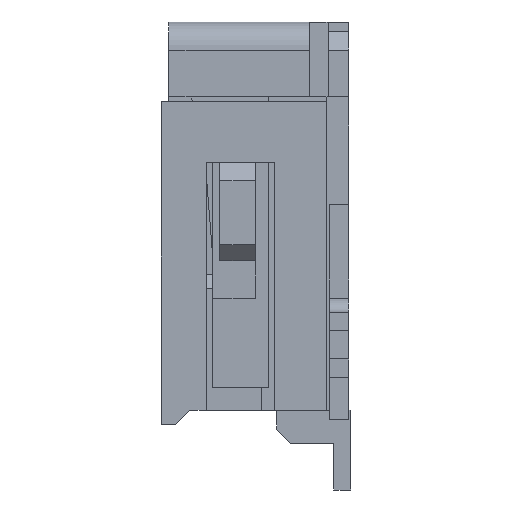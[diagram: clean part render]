
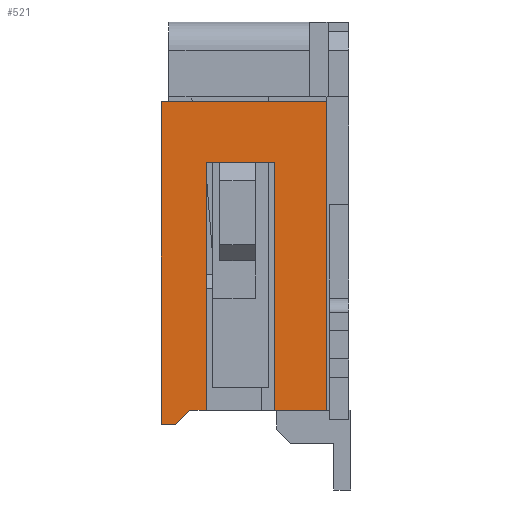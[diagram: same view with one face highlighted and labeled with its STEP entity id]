
A CAD part, left-side view. The second image highlights one B-rep face of the part: STEP entity #521.
In plain terms, the highlighted planar face has unit normal (-1, 0, 0).
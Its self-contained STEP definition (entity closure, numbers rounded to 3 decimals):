
#521=ADVANCED_FACE('',(#1472),#1473,.T.);
#1472=FACE_OUTER_BOUND('',#2493,.T.);
#1473=PLANE('',#2494);
#2493=EDGE_LOOP('',(#6353,#6354,#6355,#6356,#6357,#6358,#6359,#6360,#6361,#6362));
#2494=AXIS2_PLACEMENT_3D('',#6363,#6364,#6365);
#6353=ORIENTED_EDGE('',*,*,#7280,.F.);
#6354=ORIENTED_EDGE('',*,*,#8251,.F.);
#6355=ORIENTED_EDGE('',*,*,#8255,.T.);
#6356=ORIENTED_EDGE('',*,*,#8256,.T.);
#6357=ORIENTED_EDGE('',*,*,#7036,.F.);
#6358=ORIENTED_EDGE('',*,*,#7867,.T.);
#6359=ORIENTED_EDGE('',*,*,#7313,.F.);
#6360=ORIENTED_EDGE('',*,*,#8257,.F.);
#6361=ORIENTED_EDGE('',*,*,#7030,.F.);
#6362=ORIENTED_EDGE('',*,*,#7500,.F.);
#6363=CARTESIAN_POINT('',(-5.15,2.0,0.0));
#6364=DIRECTION('',(-1.0,0.0,0.0));
#6365=DIRECTION('',(0.0,0.0,1.0));
#7030=EDGE_CURVE('',#8601,#8603,#8604,.T.);
#7036=EDGE_CURVE('',#8613,#8615,#8616,.T.);
#7280=EDGE_CURVE('',#9081,#9083,#9084,.T.);
#7313=EDGE_CURVE('',#9140,#9142,#9143,.T.);
#7500=EDGE_CURVE('',#9083,#8601,#9466,.T.);
#7867=EDGE_CURVE('',#8613,#9142,#10065,.T.);
#8251=EDGE_CURVE('',#10632,#9081,#10634,.T.);
#8255=EDGE_CURVE('',#10632,#10639,#10640,.T.);
#8256=EDGE_CURVE('',#10639,#8615,#10641,.T.);
#8257=EDGE_CURVE('',#8603,#9140,#10642,.T.);
#8601=VERTEX_POINT('',#10920);
#8603=VERTEX_POINT('',#10923);
#8604=LINE('',#10924,#10925);
#8613=VERTEX_POINT('',#10938);
#8615=VERTEX_POINT('',#10941);
#8616=LINE('',#10942,#10943);
#9081=VERTEX_POINT('',#11648);
#9083=VERTEX_POINT('',#11651);
#9084=LINE('',#11652,#11653);
#9140=VERTEX_POINT('',#11740);
#9142=VERTEX_POINT('',#11743);
#9143=LINE('',#11744,#11745);
#9466=LINE('',#12249,#12250);
#10065=LINE('',#13202,#13203);
#10632=VERTEX_POINT('',#14111);
#10634=LINE('',#14114,#14115);
#10639=VERTEX_POINT('',#14122);
#10640=LINE('',#14123,#14124);
#10641=LINE('',#14125,#14126);
#10642=LINE('',#14127,#14128);
#10920=CARTESIAN_POINT('',(-5.15,0.24,0.15));
#10923=CARTESIAN_POINT('',(-5.15,0.79,0.15));
#10924=CARTESIAN_POINT('',(-5.15,0.24,0.15));
#10925=VECTOR('',#14408,0.55);
#10938=CARTESIAN_POINT('',(-5.15,1.52,0.15));
#10941=CARTESIAN_POINT('',(-5.15,1.7,0.15));
#10942=CARTESIAN_POINT('',(-5.15,1.52,0.15));
#10943=VECTOR('',#14414,0.18);
#11648=CARTESIAN_POINT('',(-5.15,2.0,3.45));
#11651=CARTESIAN_POINT('',(-5.15,0.24,3.45));
#11652=CARTESIAN_POINT('',(-5.15,2.0,3.45));
#11653=VECTOR('',#14662,1.76);
#11740=CARTESIAN_POINT('',(-5.15,0.79,2.8));
#11743=CARTESIAN_POINT('',(-5.15,1.52,2.8));
#11744=CARTESIAN_POINT('',(-5.15,0.79,2.8));
#11745=VECTOR('',#14695,0.73);
#12249=CARTESIAN_POINT('',(-5.15,0.24,3.45));
#12250=VECTOR('',#14892,3.3);
#13202=CARTESIAN_POINT('',(-5.15,1.52,0.15));
#13203=VECTOR('',#15309,2.65);
#14111=CARTESIAN_POINT('',(-5.15,2.0,0.0));
#14114=CARTESIAN_POINT('',(-5.15,2.0,0.0));
#14115=VECTOR('',#15775,3.45);
#14122=CARTESIAN_POINT('',(-5.15,1.85,0.0));
#14123=CARTESIAN_POINT('',(-5.15,2.0,0.0));
#14124=VECTOR('',#15781,0.15);
#14125=CARTESIAN_POINT('',(-5.15,1.85,0.0));
#14126=VECTOR('',#15782,0.212);
#14127=CARTESIAN_POINT('',(-5.15,0.79,0.15));
#14128=VECTOR('',#15783,2.65);
#14408=DIRECTION('',(0.0,1.0,0.0));
#14414=DIRECTION('',(0.0,1.0,0.0));
#14662=DIRECTION('',(0.0,-1.0,0.0));
#14695=DIRECTION('',(0.0,1.0,0.0));
#14892=DIRECTION('',(0.0,0.0,-1.0));
#15309=DIRECTION('',(0.0,0.0,1.0));
#15775=DIRECTION('',(0.0,0.0,1.0));
#15781=DIRECTION('',(0.0,-1.0,0.0));
#15782=DIRECTION('',(0.0,-0.707,0.707));
#15783=DIRECTION('',(0.0,0.0,1.0));
